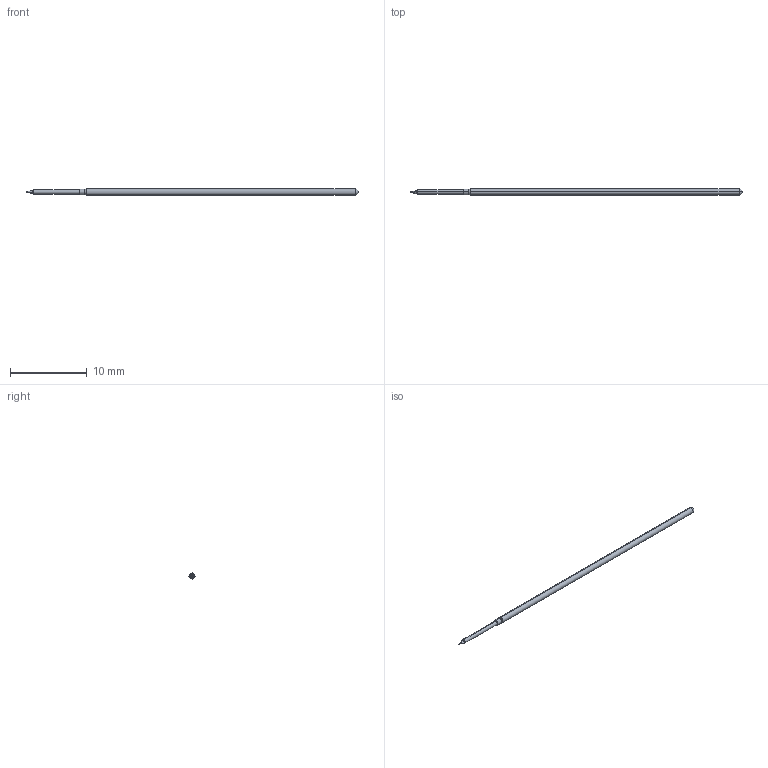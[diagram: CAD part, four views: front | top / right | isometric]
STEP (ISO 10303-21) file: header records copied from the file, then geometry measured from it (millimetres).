
FILE_DESCRIPTION (( 'STEP AP214' ), '1' );
FILE_NAME ('050-PRP2553_-_.STEP', '2013-05-09T19:02:08', ( 'spare' ), ( '' ), 'SwSTEP 2.0', 'SolidWorks 2012', '' );
FILE_SCHEMA (( 'AUTOMOTIVE_DESIGN' ));
Length unit declared in the file: inch
Products named in the file (1): 050-PRP2553_-_
Bounding box: 43.18 x 0.78 x 0.78 mm (x, y, z)
Volume: 18.7 mm3; surface area: 100 mm2
Topology: 1 solids, 1 shells, 29 faces, 68 edges, 42 vertices
Faces by surface type: plane 15, cylinder 8, cone 4, torus 2
Entity records: 866 total; most frequent: CARTESIAN_POINT 182, ORIENTED_EDGE 136, DIRECTION 132, EDGE_CURVE 68, AXIS2_PLACEMENT_3D 48, VERTEX_POINT 42, LINE 36, VECTOR 36
